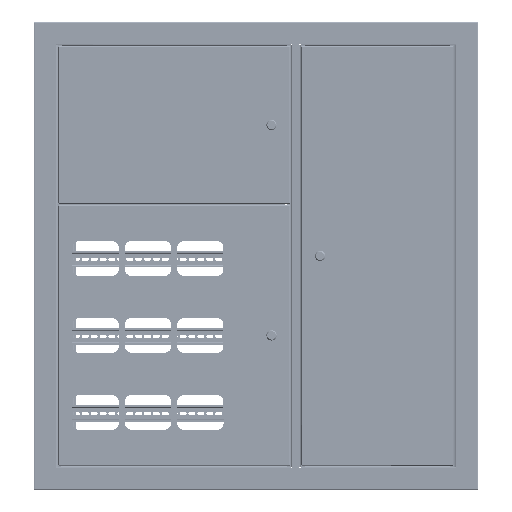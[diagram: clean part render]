
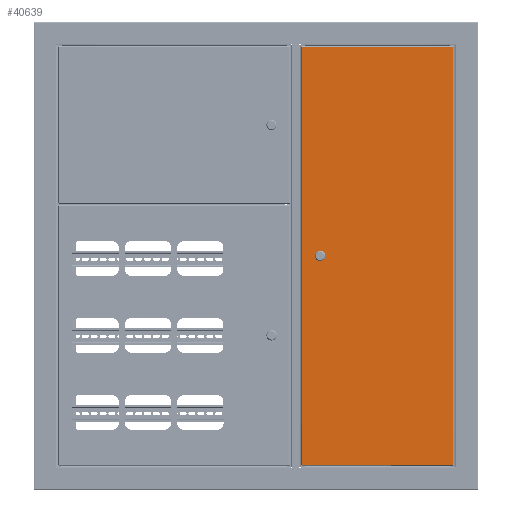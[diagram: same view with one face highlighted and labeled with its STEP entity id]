
A CAD part, top view. The second image highlights one B-rep face of the part: STEP entity #40639.
In plain terms, the highlighted planar face has unit normal (0, 0, 1).
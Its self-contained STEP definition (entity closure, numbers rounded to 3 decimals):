
#2724 = DIRECTION ( 'NONE',  ( 0., 0., 1. ) ) ;
#3714 = DIRECTION ( 'NONE',  ( 1., 0., 0. ) ) ;
#5053 = LINE ( 'NONE', #34566, #66467 ) ;
#5089 = CARTESIAN_POINT ( 'NONE',  ( 0., 325.7, 0. ) ) ;
#11232 = DIRECTION ( 'NONE',  ( 0., 0., 1. ) ) ;
#11572 = CARTESIAN_POINT ( 'NONE',  ( 451.849, 48.5, 0. ) ) ;
#11617 = EDGE_CURVE ( 'NONE', #90350, #11982, #78165, .T. ) ;
#11982 = VERTEX_POINT ( 'NONE', #76163 ) ;
#12166 = EDGE_CURVE ( 'NONE', #11982, #64568, #5053, .T. ) ;
#12418 = CARTESIAN_POINT ( 'NONE',  ( 448.2, 40., 0. ) ) ;
#12758 = CIRCLE ( 'NONE', #66749, 9.25 ) ;
#13829 = LINE ( 'NONE', #57832, #72772 ) ;
#15420 = ORIENTED_EDGE ( 'NONE', *, *, #22431, .F. ) ;
#16785 = VECTOR ( 'NONE', #64227, 1000. ) ;
#16945 = ORIENTED_EDGE ( 'NONE', *, *, #54100, .T. ) ;
#18018 = EDGE_CURVE ( 'NONE', #72904, #35737, #80346, .T. ) ;
#19723 = DIRECTION ( 'NONE',  ( 1., 0., 0. ) ) ;
#20191 = EDGE_CURVE ( 'NONE', #35737, #94637, #12758, .T. ) ;
#20589 = PLANE ( 'NONE',  #50834 ) ;
#22431 = EDGE_CURVE ( 'NONE', #94637, #27332, #70920, .T. ) ;
#24457 = CARTESIAN_POINT ( 'NONE',  ( 1.7, 324., 0. ) ) ;
#27332 = VERTEX_POINT ( 'NONE', #31866 ) ;
#28673 = AXIS2_PLACEMENT_3D ( 'NONE', #12418, #55456, #3714 ) ;
#28819 = ORIENTED_EDGE ( 'NONE', *, *, #20191, .F. ) ;
#31866 = CARTESIAN_POINT ( 'NONE',  ( 444.551, 48.5, 0. ) ) ;
#33744 = CARTESIAN_POINT ( 'NONE',  ( 894.993, 324., 0. ) ) ;
#33773 = ORIENTED_EDGE ( 'NONE', *, *, #95085, .F. ) ;
#34566 = CARTESIAN_POINT ( 'NONE',  ( 894.7, 0., 0. ) ) ;
#34742 = LINE ( 'NONE', #78706, #16785 ) ;
#35737 = VERTEX_POINT ( 'NONE', #64499 ) ;
#35998 = FACE_BOUND ( 'NONE', #83821, .T. ) ;
#40639 = ADVANCED_FACE ( 'NONE', ( #35998, #64072 ), #20589, .F. ) ;
#40898 = DIRECTION ( 'NONE',  ( 1., 0., 0. ) ) ;
#42406 = DIRECTION ( 'NONE',  ( -1., 0., 0. ) ) ;
#45396 = CARTESIAN_POINT ( 'NONE',  ( 444.551, 31.5, 0. ) ) ;
#45518 = VECTOR ( 'NONE', #19723, 1000. ) ;
#47782 = LINE ( 'NONE', #33744, #63944 ) ;
#49658 = CARTESIAN_POINT ( 'NONE',  ( 1.7, 1.7, 0. ) ) ;
#50097 = DIRECTION ( 'NONE',  ( 1., 0., 0. ) ) ;
#50134 = CARTESIAN_POINT ( 'NONE',  ( 451.849, 48.5, 0. ) ) ;
#50834 = AXIS2_PLACEMENT_3D ( 'NONE', #5089, #87222, #93528 ) ;
#52458 = ORIENTED_EDGE ( 'NONE', *, *, #11617, .T. ) ;
#53989 = CARTESIAN_POINT ( 'NONE',  ( 448.2, 40., 0. ) ) ;
#54100 = EDGE_CURVE ( 'NONE', #74289, #90350, #34742, .T. ) ;
#54500 = VECTOR ( 'NONE', #42406, 1000. ) ;
#55456 = DIRECTION ( 'NONE',  ( 0., 0., 1. ) ) ;
#57199 = AXIS2_PLACEMENT_3D ( 'NONE', #53989, #2724, #40898 ) ;
#57832 = CARTESIAN_POINT ( 'NONE',  ( 451.849, 31.5, 0. ) ) ;
#58262 = CARTESIAN_POINT ( 'NONE',  ( 1.7, 1.7, 0. ) ) ;
#61523 = DIRECTION ( 'NONE',  ( 1., 0., 0. ) ) ;
#63011 = ORIENTED_EDGE ( 'NONE', *, *, #72476, .F. ) ;
#63944 = VECTOR ( 'NONE', #83538, 1000. ) ;
#64042 = DIRECTION ( 'NONE',  ( 0., 1., 0. ) ) ;
#64072 = FACE_OUTER_BOUND ( 'NONE', #71011, .T. ) ;
#64227 = DIRECTION ( 'NONE',  ( 0., -1., 0. ) ) ;
#64499 = CARTESIAN_POINT ( 'NONE',  ( 457.45, 40., 0. ) ) ;
#64568 = VERTEX_POINT ( 'NONE', #74253 ) ;
#65824 = ORIENTED_EDGE ( 'NONE', *, *, #12166, .T. ) ;
#66467 = VECTOR ( 'NONE', #64042, 1000. ) ;
#66749 = AXIS2_PLACEMENT_3D ( 'NONE', #85613, #11232, #61523 ) ;
#67713 = ORIENTED_EDGE ( 'NONE', *, *, #68526, .T. ) ;
#68526 = EDGE_CURVE ( 'NONE', #64568, #74289, #47782, .T. ) ;
#70338 = CIRCLE ( 'NONE', #28673, 9.25 ) ;
#70920 = LINE ( 'NONE', #50134, #54500 ) ;
#71011 = EDGE_LOOP ( 'NONE', ( #52458, #65824, #67713, #16945 ) ) ;
#72476 = EDGE_CURVE ( 'NONE', #27332, #74713, #70338, .T. ) ;
#72772 = VECTOR ( 'NONE', #50097, 1000. ) ;
#72904 = VERTEX_POINT ( 'NONE', #94363 ) ;
#74253 = CARTESIAN_POINT ( 'NONE',  ( 894.7, 324., 0. ) ) ;
#74289 = VERTEX_POINT ( 'NONE', #24457 ) ;
#74713 = VERTEX_POINT ( 'NONE', #45396 ) ;
#76163 = CARTESIAN_POINT ( 'NONE',  ( 894.7, 1.7, 0. ) ) ;
#78165 = LINE ( 'NONE', #49658, #45518 ) ;
#78706 = CARTESIAN_POINT ( 'NONE',  ( 1.7, 324.293, 0. ) ) ;
#80346 = CIRCLE ( 'NONE', #57199, 9.25 ) ;
#82466 = ORIENTED_EDGE ( 'NONE', *, *, #18018, .F. ) ;
#83538 = DIRECTION ( 'NONE',  ( -1., 0., 0. ) ) ;
#83821 = EDGE_LOOP ( 'NONE', ( #15420, #28819, #82466, #33773, #63011 ) ) ;
#85613 = CARTESIAN_POINT ( 'NONE',  ( 448.2, 40., 0. ) ) ;
#87222 = DIRECTION ( 'NONE',  ( 0., 0., -1. ) ) ;
#90350 = VERTEX_POINT ( 'NONE', #58262 ) ;
#93528 = DIRECTION ( 'NONE',  ( -1., 0., 0. ) ) ;
#94363 = CARTESIAN_POINT ( 'NONE',  ( 451.849, 31.5, 0. ) ) ;
#94637 = VERTEX_POINT ( 'NONE', #11572 ) ;
#95085 = EDGE_CURVE ( 'NONE', #74713, #72904, #13829, .T. ) ;
